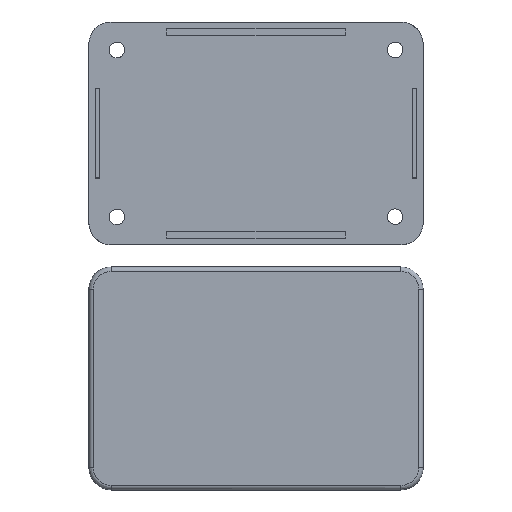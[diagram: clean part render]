
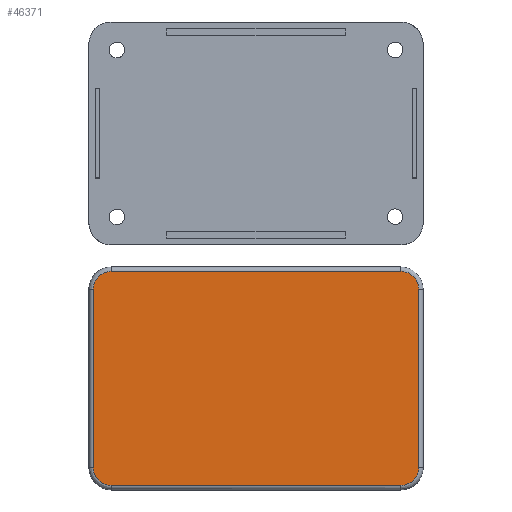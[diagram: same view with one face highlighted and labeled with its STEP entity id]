
A CAD part, top view. The second image highlights one B-rep face of the part: STEP entity #46371.
In plain terms, the highlighted free-form (B-spline) face has degree [1, 1] with [2, 2] control points.
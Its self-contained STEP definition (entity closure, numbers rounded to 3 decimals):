
#46160 = VERTEX_POINT('',#46161);
#46161 = CARTESIAN_POINT('',(-36.716,35.022,
    28.243));
#46167 = EDGE_CURVE('',#46160,#46168,#46170,.T.);
#46168 = VERTEX_POINT('',#46169);
#46169 = CARTESIAN_POINT('',(-41.235,39.541,
    28.243));
#46170 = ( BOUNDED_CURVE() B_SPLINE_CURVE(2,(#46171,#46172,#46173),
.UNSPECIFIED.,.F.,.F.) B_SPLINE_CURVE_WITH_KNOTS((3,3),(5.498,
7.069),.PIECEWISE_BEZIER_KNOTS.) CURVE() 
GEOMETRIC_REPRESENTATION_ITEM() RATIONAL_B_SPLINE_CURVE((1.,
0.707,1.)) REPRESENTATION_ITEM('') );
#46171 = CARTESIAN_POINT('',(-36.716,35.022,
    28.243));
#46172 = CARTESIAN_POINT('',(-41.235,35.022,
    28.243));
#46173 = CARTESIAN_POINT('',(-41.235,39.541,
    28.243));
#46196 = VERTEX_POINT('',#46197);
#46197 = CARTESIAN_POINT('',(-41.235,84.73,
    28.243));
#46205 = EDGE_CURVE('',#46168,#46196,#46206,.T.);
#46206 = B_SPLINE_CURVE_WITH_KNOTS('',1,(#46207,#46208),.UNSPECIFIED.,
  .F.,.F.,(2,2),(-32.5,7.5),.PIECEWISE_BEZIER_KNOTS.);
#46207 = CARTESIAN_POINT('',(-41.235,39.541,
    28.243));
#46208 = CARTESIAN_POINT('',(-41.235,84.73,
    28.243));
#46221 = VERTEX_POINT('',#46222);
#46222 = CARTESIAN_POINT('',(-36.716,89.249,
    28.243));
#46230 = EDGE_CURVE('',#46196,#46221,#46231,.T.);
#46231 = ( BOUNDED_CURVE() B_SPLINE_CURVE(2,(#46232,#46233,#46234),
.UNSPECIFIED.,.F.,.F.) B_SPLINE_CURVE_WITH_KNOTS((3,3),(5.498,
7.069),.PIECEWISE_BEZIER_KNOTS.) CURVE() 
GEOMETRIC_REPRESENTATION_ITEM() RATIONAL_B_SPLINE_CURVE((1.,
0.707,1.)) REPRESENTATION_ITEM('') );
#46232 = CARTESIAN_POINT('',(-41.235,84.73,
    28.243));
#46233 = CARTESIAN_POINT('',(-41.235,89.249,
    28.243));
#46234 = CARTESIAN_POINT('',(-36.716,89.249,
    28.243));
#46250 = VERTEX_POINT('',#46251);
#46251 = CARTESIAN_POINT('',(36.716,89.249,
    28.243));
#46259 = EDGE_CURVE('',#46221,#46250,#46260,.T.);
#46260 = B_SPLINE_CURVE_WITH_KNOTS('',1,(#46261,#46262),.UNSPECIFIED.,
  .F.,.F.,(2,2),(-51.25,13.75),.PIECEWISE_BEZIER_KNOTS.);
#46261 = CARTESIAN_POINT('',(-36.716,89.249,
    28.243));
#46262 = CARTESIAN_POINT('',(36.716,89.249,
    28.243));
#46275 = VERTEX_POINT('',#46276);
#46276 = CARTESIAN_POINT('',(41.235,84.73,
    28.243));
#46284 = EDGE_CURVE('',#46250,#46275,#46285,.T.);
#46285 = ( BOUNDED_CURVE() B_SPLINE_CURVE(2,(#46286,#46287,#46288),
.UNSPECIFIED.,.F.,.F.) B_SPLINE_CURVE_WITH_KNOTS((3,3),(5.498,
7.069),.PIECEWISE_BEZIER_KNOTS.) CURVE() 
GEOMETRIC_REPRESENTATION_ITEM() RATIONAL_B_SPLINE_CURVE((1.,
0.707,1.)) REPRESENTATION_ITEM('') );
#46286 = CARTESIAN_POINT('',(36.716,89.249,
    28.243));
#46287 = CARTESIAN_POINT('',(41.235,89.249,
    28.243));
#46288 = CARTESIAN_POINT('',(41.235,84.73,
    28.243));
#46304 = VERTEX_POINT('',#46305);
#46305 = CARTESIAN_POINT('',(41.235,39.541,
    28.243));
#46313 = EDGE_CURVE('',#46275,#46304,#46314,.T.);
#46314 = B_SPLINE_CURVE_WITH_KNOTS('',1,(#46315,#46316),.UNSPECIFIED.,
  .F.,.F.,(2,2),(-32.5,7.5),.PIECEWISE_BEZIER_KNOTS.);
#46315 = CARTESIAN_POINT('',(41.235,84.73,
    28.243));
#46316 = CARTESIAN_POINT('',(41.235,39.541,
    28.243));
#46329 = VERTEX_POINT('',#46330);
#46330 = CARTESIAN_POINT('',(36.716,35.022,
    28.243));
#46338 = EDGE_CURVE('',#46304,#46329,#46339,.T.);
#46339 = ( BOUNDED_CURVE() B_SPLINE_CURVE(2,(#46340,#46341,#46342),
.UNSPECIFIED.,.F.,.F.) B_SPLINE_CURVE_WITH_KNOTS((3,3),(5.498,
7.069),.PIECEWISE_BEZIER_KNOTS.) CURVE() 
GEOMETRIC_REPRESENTATION_ITEM() RATIONAL_B_SPLINE_CURVE((1.,
0.707,1.)) REPRESENTATION_ITEM('') );
#46340 = CARTESIAN_POINT('',(41.235,39.541,
    28.243));
#46341 = CARTESIAN_POINT('',(41.235,35.022,
    28.243));
#46342 = CARTESIAN_POINT('',(36.716,35.022,
    28.243));
#46358 = EDGE_CURVE('',#46329,#46160,#46359,.T.);
#46359 = B_SPLINE_CURVE_WITH_KNOTS('',1,(#46360,#46361),.UNSPECIFIED.,
  .F.,.F.,(2,2),(-51.25,13.75),.PIECEWISE_BEZIER_KNOTS.);
#46360 = CARTESIAN_POINT('',(36.716,35.022,
    28.243));
#46361 = CARTESIAN_POINT('',(-36.716,35.022,
    28.243));
#46371 = ADVANCED_FACE('',(#46372),#46382,.T.);
#46372 = FACE_BOUND('',#46373,.T.);
#46373 = EDGE_LOOP('',(#46374,#46375,#46376,#46377,#46378,#46379,#46380,
    #46381));
#46374 = ORIENTED_EDGE('',*,*,#46167,.F.);
#46375 = ORIENTED_EDGE('',*,*,#46358,.F.);
#46376 = ORIENTED_EDGE('',*,*,#46338,.F.);
#46377 = ORIENTED_EDGE('',*,*,#46313,.F.);
#46378 = ORIENTED_EDGE('',*,*,#46284,.F.);
#46379 = ORIENTED_EDGE('',*,*,#46259,.F.);
#46380 = ORIENTED_EDGE('',*,*,#46230,.F.);
#46381 = ORIENTED_EDGE('',*,*,#46205,.F.);
#46382 = B_SPLINE_SURFACE_WITH_KNOTS('',1,1,(
    (#46383,#46384)
    ,(#46385,#46386
  )),.UNSPECIFIED.,.F.,.F.,.F.,(2,2),(2,2),(-36.5,36.5),(-24.,24.),
  .PIECEWISE_BEZIER_KNOTS.);
#46383 = CARTESIAN_POINT('',(-41.235,35.022,
    28.243));
#46384 = CARTESIAN_POINT('',(-41.235,89.249,
    28.243));
#46385 = CARTESIAN_POINT('',(41.235,35.022,
    28.243));
#46386 = CARTESIAN_POINT('',(41.235,89.249,
    28.243));
